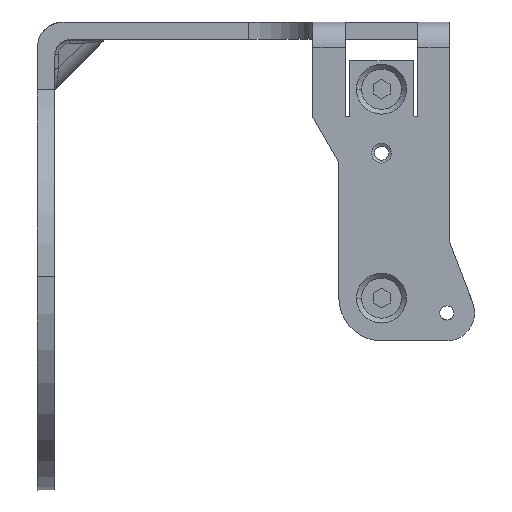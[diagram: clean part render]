
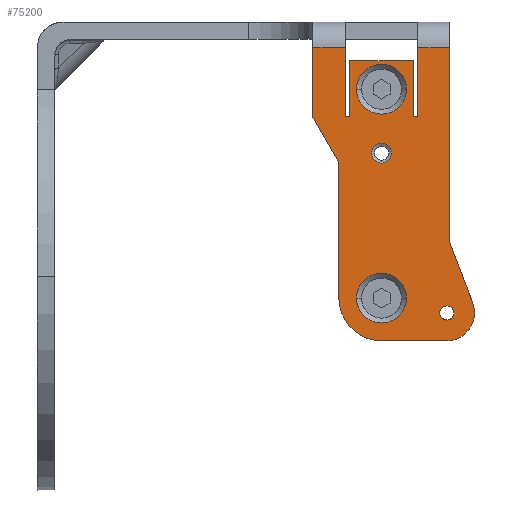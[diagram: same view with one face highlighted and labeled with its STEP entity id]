
A CAD part, left-side view. The second image highlights one B-rep face of the part: STEP entity #75200.
In plain terms, the highlighted planar face has unit normal (-1, 0, 0).
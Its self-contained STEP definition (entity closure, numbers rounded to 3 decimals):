
#8150=CARTESIAN_POINT('',(0.,6.1,
29.036));
#8160=VERTEX_POINT('',#8150);
#8190=CARTESIAN_POINT('',(0.,6.1,0.));
#8200=DIRECTION('',(0.,0.,-1.));
#8210=VECTOR('',#8200,1.);
#8220=LINE('',#8190,#8210);
#8230=CARTESIAN_POINT('',(0.,6.1,60.74))
;
#8240=VERTEX_POINT('',#8230);
#8250=EDGE_CURVE('',#8240,#8160,#8220,.T.);
#11190=CARTESIAN_POINT('',(0.,24.6,0.));
#11200=DIRECTION('',(0.,0.,1.));
#11210=VECTOR('',#11200,1.);
#11220=LINE('',#11190,#11210);
#11230=CARTESIAN_POINT('',(0.,24.6,2.));
#11240=VERTEX_POINT('',#11230);
#11250=CARTESIAN_POINT('',(0.,24.6,17.73));
#11260=VERTEX_POINT('',#11250);
#11270=EDGE_CURVE('',#11240,#11260,#11220,.T.);
#27420=CARTESIAN_POINT('',(0.,24.6,2.));
#27430=DIRECTION('',(0.,-1.,0.));
#27440=VECTOR('',#27430,1.);
#27450=LINE('',#27420,#27440);
#27460=CARTESIAN_POINT('',(0.,7.6,2.));
#27470=VERTEX_POINT('',#27460);
#27480=CARTESIAN_POINT('',(0.,0.,2.));
#27490=VERTEX_POINT('',#27480);
#27500=EDGE_CURVE('',#27470,#27490,#27450,.T.);
#27890=CARTESIAN_POINT('',(0.,32.,2.));
#27900=VERTEX_POINT('',#27890);
#27950=CARTESIAN_POINT('',(0.,24.6,2.));
#27960=DIRECTION('',(0.,-1.,0.));
#27970=VECTOR('',#27960,1.);
#27980=LINE('',#27950,#27970);
#27990=EDGE_CURVE('',#27900,#11240,#27980,.T.);
#30560=CARTESIAN_POINT('',(0.,31.4,64.22))
;
#30570=DIRECTION('',(-1.,0.,0.));
#30580=DIRECTION('',(0.,-1.,0.));
#30590=AXIS2_PLACEMENT_3D('',#30560,#30570,#30580);
#30600=CIRCLE('',#30590,6.52);
#30610=CARTESIAN_POINT('',(0.,31.4,70.74))
;
#30620=VERTEX_POINT('',#30610);
#30630=CARTESIAN_POINT('',(0.,37.92,64.22));
#30640=VERTEX_POINT('',#30630);
#30650=EDGE_CURVE('',#30620,#30640,#30600,.T.);
#32770=CARTESIAN_POINT('',(0.,0.,
18.47));
#32780=VERTEX_POINT('',#32770);
#32830=CARTESIAN_POINT('',(0.,-10.664,0.));
#32840=DIRECTION('',(0.,-0.5,-0.866));
#32850=VECTOR('',#32840,1.);
#32860=LINE('',#32830,#32850);
#32870=EDGE_CURVE('',#8160,#32780,#32860,.T.);
#33720=CARTESIAN_POINT('',(0.,23.6,17.73));
#33730=VERTEX_POINT('',#33720);
#33780=CARTESIAN_POINT('',(0.,23.6,0.));
#33790=DIRECTION('',(0.,0.,1.));
#33800=VECTOR('',#33790,1.);
#33810=LINE('',#33780,#33800);
#33820=CARTESIAN_POINT('',(0.,23.6,5.04));
#33830=VERTEX_POINT('',#33820);
#33840=EDGE_CURVE('',#33830,#33730,#33810,.T.);
#34190=CARTESIAN_POINT('',(0.,8.6,5.04))
;
#34200=VERTEX_POINT('',#34190);
#34250=CARTESIAN_POINT('',(0.,8.6,0.));
#34260=DIRECTION('',(0.,0.,-1.));
#34270=VECTOR('',#34260,1.);
#34280=LINE('',#34250,#34270);
#34290=CARTESIAN_POINT('',(0.,8.6,17.73)
);
#34300=VERTEX_POINT('',#34290);
#34310=EDGE_CURVE('',#34300,#34200,#34280,.T.);
#37730=CARTESIAN_POINT('',(0.,0.,5.04));
#37740=DIRECTION('',(0.,1.,0.));
#37750=VECTOR('',#37740,1.);
#37760=LINE('',#37730,#37750);
#37770=EDGE_CURVE('',#34200,#33830,#37760,.T.);
#38130=CARTESIAN_POINT('',(0.,7.6,17.73)
);
#38140=VERTEX_POINT('',#38130);
#38170=CARTESIAN_POINT('',(0.,7.6,0.));
#38180=DIRECTION('',(0.,0.,1.));
#38190=VECTOR('',#38180,1.);
#38200=LINE('',#38170,#38190);
#38210=EDGE_CURVE('',#27470,#38140,#38200,.T.);
#38420=CARTESIAN_POINT('',(0.,8.1,17.73)
);
#38430=DIRECTION('',(1.,0.,0.));
#38440=DIRECTION('',(0.,1.,0.));
#38450=AXIS2_PLACEMENT_3D('',#38420,#38430,#38440);
#38460=CIRCLE('',#38450,0.5);
#38470=EDGE_CURVE('',#34300,#38140,#38460,.T.);
#59450=CARTESIAN_POINT('',(0.,37.495,
61.905));
#59460=VERTEX_POINT('',#59450);
#59470=EDGE_CURVE('',#30640,#59460,#30600,.T.);
#60020=CARTESIAN_POINT('',(0.,16.1,70.74));
#60030=VERTEX_POINT('',#60020);
#60060=CARTESIAN_POINT('',(0.,0.,70.74));
#60070=DIRECTION('',(0.,1.,0.));
#60080=VECTOR('',#60070,1.);
#60090=LINE('',#60060,#60080);
#60100=EDGE_CURVE('',#60030,#30620,#60090,.T.);
#60290=CARTESIAN_POINT('',(0.,16.1,60.74));
#60300=DIRECTION('',(-1.,0.,0.));
#60310=DIRECTION('',(0.,-1.,0.));
#60320=AXIS2_PLACEMENT_3D('',#60290,#60300,#60310);
#60330=CIRCLE('',#60320,10.);
#60340=EDGE_CURVE('',#8240,#60030,#60330,.T.);
#60780=CARTESIAN_POINT('',(0.,21.95,11.74)
);
#60790=VERTEX_POINT('',#60780);
#60820=CARTESIAN_POINT('',(0.,16.1,11.74));
#60830=DIRECTION('',(-1.,0.,0.));
#60840=DIRECTION('',(0.,1.,0.));
#60850=AXIS2_PLACEMENT_3D('',#60820,#60830,#60840);
#60860=CIRCLE('',#60850,5.85);
#60870=CARTESIAN_POINT('',(0.,10.25,11.74)
);
#60880=VERTEX_POINT('',#60870);
#60890=EDGE_CURVE('',#60880,#60790,#60860,.T.);
#61220=CARTESIAN_POINT('',(0.,21.95,60.74)
);
#61230=VERTEX_POINT('',#61220);
#61260=CARTESIAN_POINT('',(0.,16.1,60.74));
#61270=DIRECTION('',(-1.,0.,0.));
#61280=DIRECTION('',(0.,1.,0.));
#61290=AXIS2_PLACEMENT_3D('',#61260,#61270,#61280);
#61300=CIRCLE('',#61290,5.85);
#61310=CARTESIAN_POINT('',(0.,10.25,60.74)
);
#61320=VERTEX_POINT('',#61310);
#61330=EDGE_CURVE('',#61320,#61230,#61300,.T.);
#74120=CARTESIAN_POINT('',(0.,31.4,
62.57));
#74130=VERTEX_POINT('',#74120);
#74160=CARTESIAN_POINT('',(0.,31.4,
64.22));
#74170=DIRECTION('',(-1.,0.,0.));
#74180=DIRECTION('',(0.,0.,1.));
#74190=AXIS2_PLACEMENT_3D('',#74160,#74170,#74180);
#74200=CIRCLE('',#74190,1.65);
#74210=CARTESIAN_POINT('',(0.,31.4,
65.87));
#74220=VERTEX_POINT('',#74210);
#74230=EDGE_CURVE('',#74220,#74130,#74200,.T.);
#74420=CARTESIAN_POINT('',(0.,0.,
2.345));
#74430=DIRECTION('',(1.,0.,0.));
#74440=DIRECTION('',(0.,0.,-1.));
#74450=AXIS2_PLACEMENT_3D('',#74420,#74430,#74440);
#74460=PLANE('',#74450);
#74470=EDGE_CURVE('',#60790,#60880,#60860,.T.);
#74480=ORIENTED_EDGE('',*,*,#74470,.F.);
#74490=ORIENTED_EDGE('',*,*,#60890,.F.);
#74500=EDGE_LOOP('',(#74490,#74480));
#74510=FACE_BOUND('',#74500,.T.);
#74520=ORIENTED_EDGE('',*,*,#74230,.F.);
#74530=EDGE_CURVE('',#74130,#74220,#74200,.T.);
#74540=ORIENTED_EDGE('',*,*,#74530,.F.);
#74550=EDGE_LOOP('',(#74540,#74520));
#74560=FACE_BOUND('',#74550,.T.);
#74570=EDGE_CURVE('',#61230,#61320,#61300,.T.);
#74580=ORIENTED_EDGE('',*,*,#74570,.F.);
#74590=ORIENTED_EDGE('',*,*,#61330,.F.);
#74600=EDGE_LOOP('',(#74590,#74580));
#74610=FACE_BOUND('',#74600,.T.);
#74620=CARTESIAN_POINT('',(0.,16.1,
26.74));
#74630=DIRECTION('',(-1.,0.,0.));
#74640=DIRECTION('',(0.,0.,1.));
#74650=AXIS2_PLACEMENT_3D('',#74620,#74630,#74640);
#74660=CIRCLE('',#74650,2.315);
#74670=CARTESIAN_POINT('',(0.,16.1,
29.055));
#74680=VERTEX_POINT('',#74670);
#74690=CARTESIAN_POINT('',(0.,16.1,
24.425));
#74700=VERTEX_POINT('',#74690);
#74710=EDGE_CURVE('',#74680,#74700,#74660,.T.);
#74720=ORIENTED_EDGE('',*,*,#74710,.F.);
#74730=EDGE_CURVE('',#74700,#74680,#74660,.T.);
#74740=ORIENTED_EDGE('',*,*,#74730,.F.);
#74750=EDGE_LOOP('',(#74740,#74720));
#74760=FACE_BOUND('',#74750,.T.);
#74770=ORIENTED_EDGE('',*,*,#30650,.T.);
#74780=ORIENTED_EDGE('',*,*,#60100,.T.);
#74790=ORIENTED_EDGE('',*,*,#60340,.T.);
#74800=ORIENTED_EDGE('',*,*,#8250,.F.);
#74810=ORIENTED_EDGE('',*,*,#32870,.F.);
#74820=CARTESIAN_POINT('',(0.,0.,0.));
#74830=DIRECTION('',(0.,0.,1.));
#74840=VECTOR('',#74830,1.);
#74850=LINE('',#74820,#74840);
#74860=EDGE_CURVE('',#27490,#32780,#74850,.T.);
#74870=ORIENTED_EDGE('',*,*,#74860,.T.);
#74880=ORIENTED_EDGE('',*,*,#27500,.T.);
#74890=ORIENTED_EDGE('',*,*,#38210,.F.);
#74900=ORIENTED_EDGE('',*,*,#38470,.T.);
#74910=ORIENTED_EDGE('',*,*,#34310,.F.);
#74920=ORIENTED_EDGE('',*,*,#37770,.F.);
#74930=ORIENTED_EDGE('',*,*,#33840,.F.);
#74940=CARTESIAN_POINT('',(0.,24.1,17.73));
#74950=DIRECTION('',(1.,0.,0.));
#74960=DIRECTION('',(0.,1.,0.));
#74970=AXIS2_PLACEMENT_3D('',#74940,#74950,#74960);
#74980=CIRCLE('',#74970,0.5);
#74990=EDGE_CURVE('',#11260,#33730,#74980,.T.);
#75000=ORIENTED_EDGE('',*,*,#74990,.T.);
#75010=ORIENTED_EDGE('',*,*,#11270,.T.);
#75020=ORIENTED_EDGE('',*,*,#27990,.T.);
#75030=CARTESIAN_POINT('',(0.,32.,0.));
#75040=DIRECTION('',(0.,0.,-1.));
#75050=VECTOR('',#75040,1.);
#75060=LINE('',#75030,#75050);
#75070=CARTESIAN_POINT('',(0.,32.,47.439));
#75080=VERTEX_POINT('',#75070);
#75090=EDGE_CURVE('',#75080,#27900,#75060,.T.);
#75100=ORIENTED_EDGE('',*,*,#75090,.T.);
#75110=CARTESIAN_POINT('',(0.,13.98,0.));
#75120=DIRECTION('',(0.,-0.355,-0.935));
#75130=VECTOR('',#75120,1.);
#75140=LINE('',#75110,#75130);
#75150=EDGE_CURVE('',#59460,#75080,#75140,.T.);
#75160=ORIENTED_EDGE('',*,*,#75150,.T.);
#75170=ORIENTED_EDGE('',*,*,#59470,.T.);
#75180=EDGE_LOOP('',(#75170,#75160,#75100,#75020,#75010,#75000,#74930,
#74920,#74910,#74900,#74890,#74880,#74870,#74810,#74800,#74790,#74780,
#74770));
#75190=FACE_OUTER_BOUND('',#75180,.T.);
#75200=ADVANCED_FACE('',(#74510,#74560,#74610,#74760,#75190),#74460,.F.)
;
